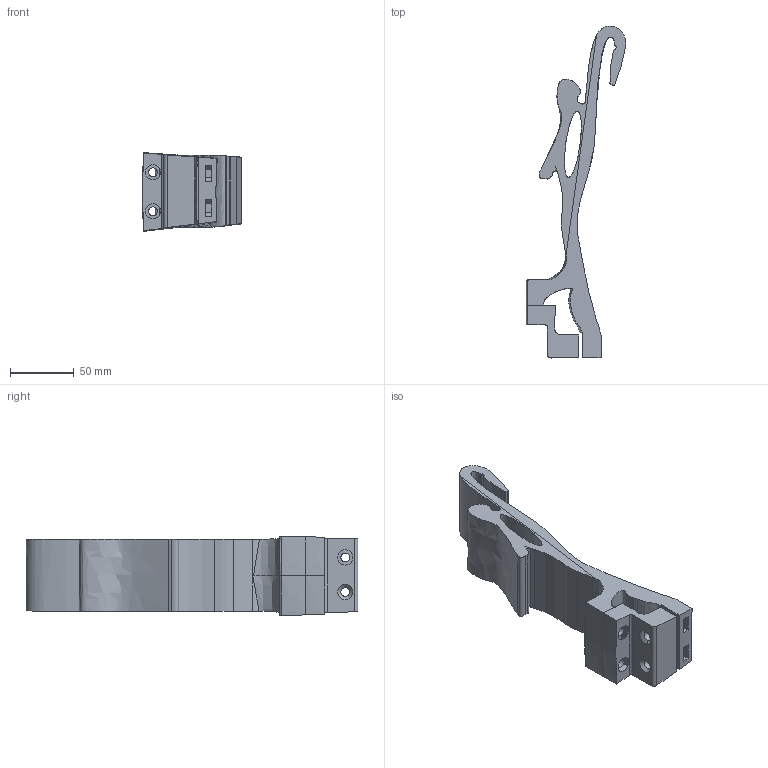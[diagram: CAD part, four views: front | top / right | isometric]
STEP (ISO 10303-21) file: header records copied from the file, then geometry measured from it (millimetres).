
FILE_DESCRIPTION(/* description */ (''),/* implementation_level */ '2;1');
FILE_NAME(/* name */ 'atlas-headrest-bottom-clamp.step',/* time_stamp */ '2023-08-16T16:59:15+03:00',/* author */ (''),/* organization */ (''),/* preprocessor_version */ 'ST-DEVELOPER v20',/* originating_system */ 'Autodesk Translation Framework v12.9.0.99',/* authorisation */ '');
FILE_SCHEMA (('AUTOMOTIVE_DESIGN { 1 0 10303 214 3 1 1 }'));
Length unit declared in the file: millimetre
Products named in the file (1): atlas-headrest-adapter
Bounding box: 78.19 x 260.88 x 61.84 mm (x, y, z)
Volume: 320536.3 mm3; surface area: 75985.8 mm2
Topology: 2 solids, 2 shells, 145 faces, 400 edges, 264 vertices
Faces by surface type: plane 59, bspline 58, cylinder 24, cone 4
Full cylindrical faces by diameter (mm): 7 x7
Entity records: 8183 total; most frequent: CARTESIAN_POINT 4867, ORIENTED_EDGE 800, DIRECTION 487, EDGE_CURVE 400, VERTEX_POINT 264, LINE 189, VECTOR 189, EDGE_LOOP 172
